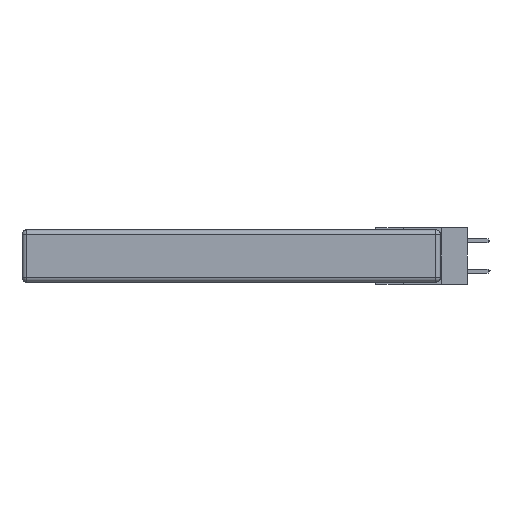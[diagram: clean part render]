
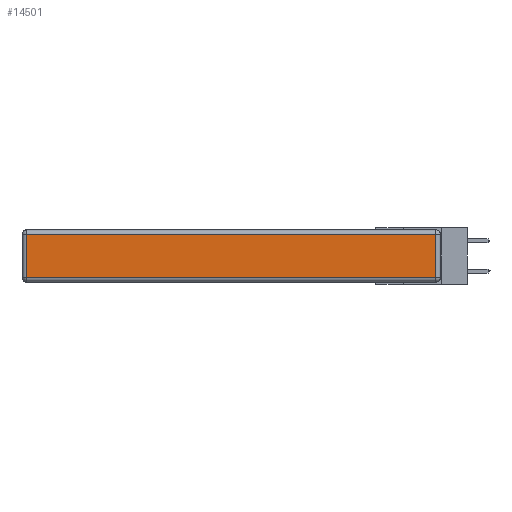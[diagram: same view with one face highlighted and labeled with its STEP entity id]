
A CAD part, left-side view. The second image highlights one B-rep face of the part: STEP entity #14501.
In plain terms, the highlighted planar face has unit normal (-1, 0, 0).
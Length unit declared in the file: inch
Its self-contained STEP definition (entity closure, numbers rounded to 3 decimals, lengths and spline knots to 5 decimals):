
#256 = DIRECTION ( 'NONE',  ( 0., 0., -1. ) ) ;
#1710 = CARTESIAN_POINT ( 'NONE',  ( 0., 0.03, -0.03 ) ) ;
#1725 = DIRECTION ( 'NONE',  ( 0., -1., 0. ) ) ;
#1855 = LINE ( 'NONE', #22154, #19814 ) ;
#2355 = EDGE_CURVE ( 'NONE', #27787, #24840, #5466, .T. ) ;
#3466 = VERTEX_POINT ( 'NONE', #10734 ) ;
#3935 = PLANE ( 'NONE',  #17965 ) ;
#4857 = VERTEX_POINT ( 'NONE', #1710 ) ;
#4984 = VECTOR ( 'NONE', #22204, 39.37008 ) ;
#5466 = LINE ( 'NONE', #23976, #19265 ) ;
#6203 = ORIENTED_EDGE ( 'NONE', *, *, #23981, .T. ) ;
#7886 = CARTESIAN_POINT ( 'NONE',  ( 0., 2.75, -0.03 ) ) ;
#8512 = CARTESIAN_POINT ( 'NONE',  ( 0., 0.03, -0.343 ) ) ;
#8845 = DIRECTION ( 'NONE',  ( 0., 0., 1. ) ) ;
#9135 = VECTOR ( 'NONE', #18251, 39.37008 ) ;
#10734 = CARTESIAN_POINT ( 'NONE',  ( 0., 2.72, -0.03 ) ) ;
#13581 = FACE_OUTER_BOUND ( 'NONE', #23241, .T. ) ;
#14501 = ADVANCED_FACE ( 'NONE', ( #13581 ), #3935, .T. ) ;
#17474 = CARTESIAN_POINT ( 'NONE',  ( 0., 0.03, -0.313 ) ) ;
#17965 = AXIS2_PLACEMENT_3D ( 'NONE', #23235, #21063, #8845 ) ;
#18251 = DIRECTION ( 'NONE',  ( 0., 0., 1. ) ) ;
#18694 = LINE ( 'NONE', #8512, #9135 ) ;
#18845 = EDGE_CURVE ( 'NONE', #24840, #4857, #18694, .T. ) ;
#19039 = EDGE_CURVE ( 'NONE', #3466, #27787, #1855, .T. ) ;
#19265 = VECTOR ( 'NONE', #1725, 39.37008 ) ;
#19310 = CARTESIAN_POINT ( 'NONE',  ( 0., 2.72, -0.313 ) ) ;
#19814 = VECTOR ( 'NONE', #256, 39.37008 ) ;
#20709 = LINE ( 'NONE', #7886, #4984 ) ;
#21063 = DIRECTION ( 'NONE',  ( -1., 0., 0. ) ) ;
#21282 = ORIENTED_EDGE ( 'NONE', *, *, #2355, .T. ) ;
#22154 = CARTESIAN_POINT ( 'NONE',  ( 0., 2.72, -0.343 ) ) ;
#22204 = DIRECTION ( 'NONE',  ( 0., 1., 0. ) ) ;
#23235 = CARTESIAN_POINT ( 'NONE',  ( 0., 0., -0.343 ) ) ;
#23241 = EDGE_LOOP ( 'NONE', ( #21282, #30490, #6203, #30051 ) ) ;
#23976 = CARTESIAN_POINT ( 'NONE',  ( 0., 0., -0.313 ) ) ;
#23981 = EDGE_CURVE ( 'NONE', #4857, #3466, #20709, .T. ) ;
#24840 = VERTEX_POINT ( 'NONE', #17474 ) ;
#27787 = VERTEX_POINT ( 'NONE', #19310 ) ;
#30051 = ORIENTED_EDGE ( 'NONE', *, *, #19039, .T. ) ;
#30490 = ORIENTED_EDGE ( 'NONE', *, *, #18845, .T. ) ;
